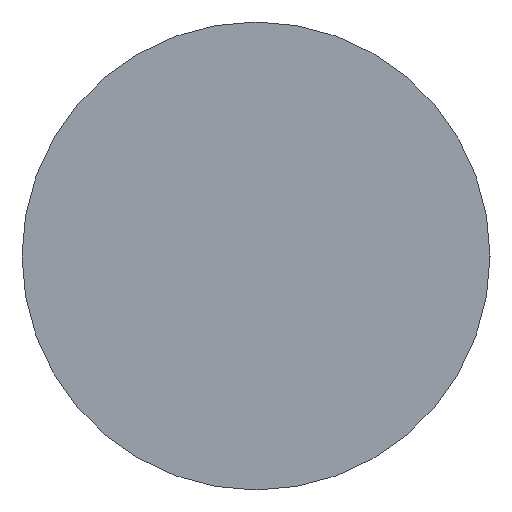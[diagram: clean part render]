
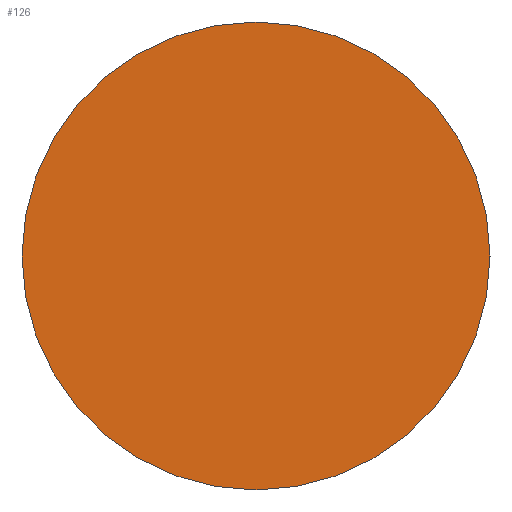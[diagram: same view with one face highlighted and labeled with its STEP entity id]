
A CAD part, left-side view. The second image highlights one B-rep face of the part: STEP entity #126.
In plain terms, the highlighted planar face has unit normal (-1, 0, 0).
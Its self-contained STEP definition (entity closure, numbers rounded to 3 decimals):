
#3 = ORIENTED_EDGE ( 'NONE', *, *, #107, .T. ) ;
#30 = AXIS2_PLACEMENT_3D ( 'NONE', #94, #69, #144 ) ;
#36 = EDGE_CURVE ( 'NONE', #86, #89, #141, .T. ) ;
#50 = EDGE_LOOP ( 'NONE', ( #3, #60 ) ) ;
#53 = DIRECTION ( 'NONE',  ( -1., 0., 0. ) ) ;
#60 = ORIENTED_EDGE ( 'NONE', *, *, #36, .T. ) ;
#69 = DIRECTION ( 'NONE',  ( 1., 0., 0. ) ) ;
#74 = CARTESIAN_POINT ( 'NONE',  ( 0., 0., 0. ) ) ;
#75 = CARTESIAN_POINT ( 'NONE',  ( 0., 0., 0. ) ) ;
#86 = VERTEX_POINT ( 'NONE', #113 ) ;
#88 = CIRCLE ( 'NONE', #162, 25.4 ) ;
#89 = VERTEX_POINT ( 'NONE', #151 ) ;
#94 = CARTESIAN_POINT ( 'NONE',  ( 0., 0., 0. ) ) ;
#96 = FACE_OUTER_BOUND ( 'NONE', #50, .T. ) ;
#107 = EDGE_CURVE ( 'NONE', #89, #86, #88, .T. ) ;
#113 = CARTESIAN_POINT ( 'NONE',  ( 0., 0., -25.4 ) ) ;
#118 = PLANE ( 'NONE',  #30 ) ;
#121 = DIRECTION ( 'NONE',  ( -1., 0., 0. ) ) ;
#126 = ADVANCED_FACE ( 'NONE', ( #96 ), #118, .F. ) ;
#141 = CIRCLE ( 'NONE', #143, 25.4 ) ;
#143 = AXIS2_PLACEMENT_3D ( 'NONE', #75, #121, #156 ) ;
#144 = DIRECTION ( 'NONE',  ( 0., 0., -1. ) ) ;
#151 = CARTESIAN_POINT ( 'NONE',  ( 0., 0., 25.4 ) ) ;
#156 = DIRECTION ( 'NONE',  ( 0., 0., 1. ) ) ;
#162 = AXIS2_PLACEMENT_3D ( 'NONE', #74, #53, #163 ) ;
#163 = DIRECTION ( 'NONE',  ( 0., 0., 1. ) ) ;
